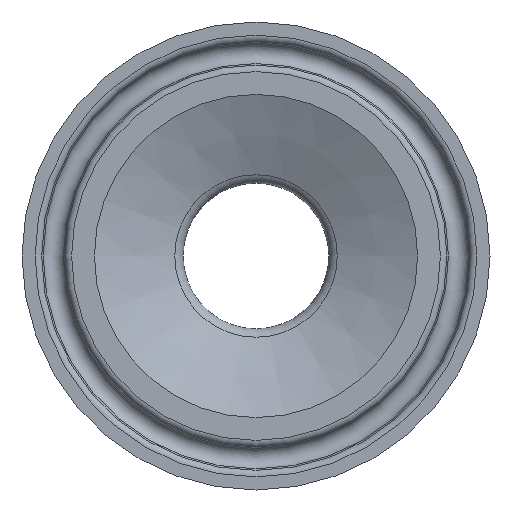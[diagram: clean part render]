
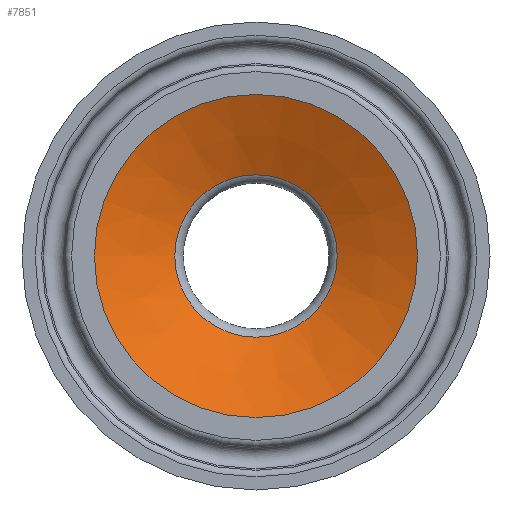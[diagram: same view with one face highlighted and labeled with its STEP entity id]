
A CAD part, left-side view. The second image highlights one B-rep face of the part: STEP entity #7851.
In plain terms, the highlighted conical face has half-angle 66 degrees and reference radius 12.621 mm.
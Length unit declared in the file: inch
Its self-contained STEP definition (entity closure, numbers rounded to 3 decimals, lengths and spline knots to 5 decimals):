
#15=CONICAL_SURFACE('',#8400,0.49688,1.152);
#904=FACE_OUTER_BOUND('',#1373,.T.);
#1373=EDGE_LOOP('',(#7252,#7253,#7254,#7255,#7256,#7257,#7258));
#1606=CIRCLE('',#8392,0.34435);
#1607=CIRCLE('',#8393,0.34435);
#1612=CIRCLE('',#8398,0.34435);
#1613=CIRCLE('',#8401,0.685);
#1614=CIRCLE('',#8402,0.685);
#2190=LINE('',#17069,#2733);
#2733=VECTOR('',#10019,0.49688);
#3810=VERTEX_POINT('',#17052);
#3811=VERTEX_POINT('',#17053);
#3812=VERTEX_POINT('',#17055);
#3816=VERTEX_POINT('',#17068);
#3817=VERTEX_POINT('',#17070);
#4967=EDGE_CURVE('',#3810,#3811,#1606,.T.);
#4968=EDGE_CURVE('',#3811,#3812,#1607,.T.);
#4973=EDGE_CURVE('',#3812,#3810,#1612,.T.);
#4975=EDGE_CURVE('',#3811,#3816,#2190,.T.);
#4976=EDGE_CURVE('',#3817,#3816,#1613,.T.);
#4977=EDGE_CURVE('',#3816,#3817,#1614,.T.);
#7252=ORIENTED_EDGE('',*,*,#4967,.F.);
#7253=ORIENTED_EDGE('',*,*,#4973,.F.);
#7254=ORIENTED_EDGE('',*,*,#4968,.F.);
#7255=ORIENTED_EDGE('',*,*,#4975,.T.);
#7256=ORIENTED_EDGE('',*,*,#4976,.F.);
#7257=ORIENTED_EDGE('',*,*,#4977,.F.);
#7258=ORIENTED_EDGE('',*,*,#4975,.F.);
#7851=ADVANCED_FACE('',(#904),#15,.F.);
#8392=AXIS2_PLACEMENT_3D('',#17054,#10000,#10001);
#8393=AXIS2_PLACEMENT_3D('',#17056,#10002,#10003);
#8398=AXIS2_PLACEMENT_3D('',#17064,#10012,#10013);
#8400=AXIS2_PLACEMENT_3D('',#17067,#10017,#10018);
#8401=AXIS2_PLACEMENT_3D('',#17071,#10020,#10021);
#8402=AXIS2_PLACEMENT_3D('',#17072,#10022,#10023);
#10000=DIRECTION('center_axis',(-1.,0.,0.));
#10001=DIRECTION('ref_axis',(0.,-1.,0.));
#10002=DIRECTION('center_axis',(-1.,0.,0.));
#10003=DIRECTION('ref_axis',(0.,-1.,0.));
#10012=DIRECTION('center_axis',(-1.,0.,0.));
#10013=DIRECTION('ref_axis',(0.,-1.,0.));
#10017=DIRECTION('center_axis',(-1.,0.,0.));
#10018=DIRECTION('ref_axis',(0.,1.,0.));
#10019=DIRECTION('',(-0.407,-0.914,0.));
#10020=DIRECTION('center_axis',(1.,0.,0.));
#10021=DIRECTION('ref_axis',(0.,1.,0.));
#10022=DIRECTION('center_axis',(1.,0.,0.));
#10023=DIRECTION('ref_axis',(0.,1.,0.));
#17052=CARTESIAN_POINT('',(0.15167,0.34435,0.));
#17053=CARTESIAN_POINT('',(0.15167,-0.34435,0.));
#17054=CARTESIAN_POINT('Origin',(0.15167,0.,
0.));
#17055=CARTESIAN_POINT('',(0.15167,0.,0.34435));
#17056=CARTESIAN_POINT('Origin',(0.15167,0.,
0.));
#17064=CARTESIAN_POINT('Origin',(0.15167,0.,
0.));
#17067=CARTESIAN_POINT('Origin',(0.08376,0.,
0.));
#17068=CARTESIAN_POINT('',(0.,-0.685,0.));
#17069=CARTESIAN_POINT('',(0.08376,-0.49688,0.));
#17070=CARTESIAN_POINT('',(0.,0.685,0.));
#17071=CARTESIAN_POINT('Origin',(0.,0.,
0.));
#17072=CARTESIAN_POINT('Origin',(0.,0.,
0.));
